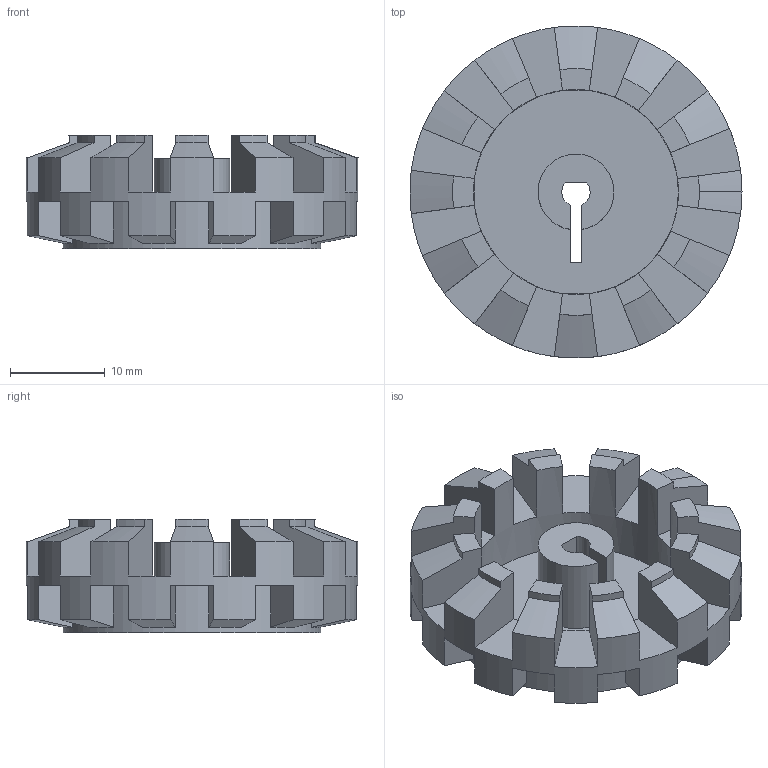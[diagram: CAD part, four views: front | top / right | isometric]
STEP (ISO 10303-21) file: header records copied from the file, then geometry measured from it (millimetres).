
FILE_DESCRIPTION(('FreeCAD Model'),'2;1');
FILE_NAME('Open CASCADE Shape Model','2025-08-20T18:48:03',('Author'),( ''),'Open CASCADE STEP processor 7.8','FreeCAD','Unknown');
FILE_SCHEMA(('AUTOMOTIVE_DESIGN { 1 0 10303 214 1 1 1 1 }'));
Length unit declared in the file: millimetre
Products named in the file (1): Rim
Bounding box: 34.98 x 34.97 x 12 mm (x, y, z)
Volume: 4718.4 mm3; surface area: 4695.3 mm2
Topology: 1 solids, 1 shells, 135 faces, 424 edges, 291 vertices
Faces by surface type: plane 91, cone 26, cylinder 18
Full cylindrical faces by diameter (mm): 21.6 x1, 27.2 x1, 35 x1
Entity records: 4822 total; most frequent: CARTESIAN_POINT 854, DIRECTION 854, ORIENTED_EDGE 848, EDGE_CURVE 424, AXIS2_PLACEMENT_3D 297, VERTEX_POINT 291, LINE 260, VECTOR 260
